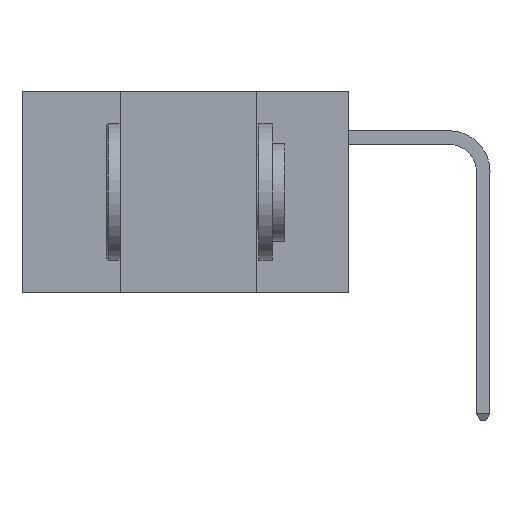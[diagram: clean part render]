
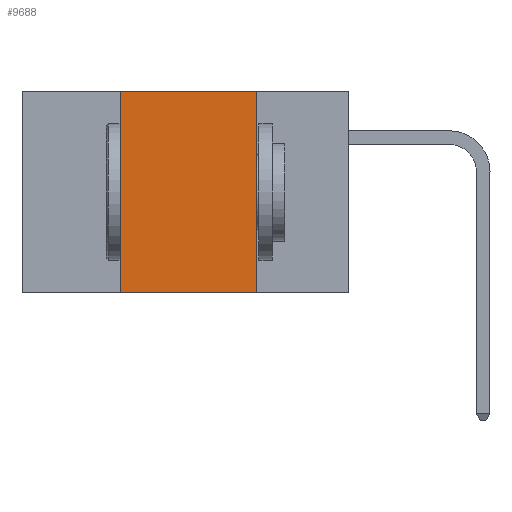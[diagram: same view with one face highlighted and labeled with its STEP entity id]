
A CAD part, left-side view. The second image highlights one B-rep face of the part: STEP entity #9688.
In plain terms, the highlighted planar face has unit normal (-1, 0, 0).
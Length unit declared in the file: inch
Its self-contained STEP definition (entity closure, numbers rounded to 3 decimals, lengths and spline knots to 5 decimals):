
#2625 = EDGE_CURVE ( 'NONE', #15187, #10924, #5759, .T. ) ;
#3612 = LINE ( 'NONE', #14524, #15548 ) ;
#3633 = DIRECTION ( 'NONE',  ( 0., -1., 0. ) ) ;
#3812 = AXIS2_PLACEMENT_3D ( 'NONE', #9789, #5144, #16006 ) ;
#4658 = VECTOR ( 'NONE', #5063, 39.37008 ) ;
#4819 = DIRECTION ( 'NONE',  ( 0., 0., -1. ) ) ;
#5063 = DIRECTION ( 'NONE',  ( 0., 0., 1. ) ) ;
#5144 = DIRECTION ( 'NONE',  ( 1., 0., 0. ) ) ;
#5759 = LINE ( 'NONE', #6938, #6260 ) ;
#5881 = VECTOR ( 'NONE', #4819, 39.37008 ) ;
#6260 = VECTOR ( 'NONE', #19254, 39.37008 ) ;
#6921 = ORIENTED_EDGE ( 'NONE', *, *, #2625, .T. ) ;
#6938 = CARTESIAN_POINT ( 'NONE',  ( 0., 0.6, -0.37 ) ) ;
#7680 = ORIENTED_EDGE ( 'NONE', *, *, #18321, .F. ) ;
#8396 = CARTESIAN_POINT ( 'NONE',  ( 0., 0.42, -0.37 ) ) ;
#9303 = LINE ( 'NONE', #9653, #4658 ) ;
#9324 = FACE_OUTER_BOUND ( 'NONE', #16861, .T. ) ;
#9653 = CARTESIAN_POINT ( 'NONE',  ( 0., 0.42, 0. ) ) ;
#9688 = ADVANCED_FACE ( 'NONE', ( #9324 ), #14444, .F. ) ;
#9789 = CARTESIAN_POINT ( 'NONE',  ( 0., 0.6, 0. ) ) ;
#10012 = CARTESIAN_POINT ( 'NONE',  ( 0., 0.17, -0.37 ) ) ;
#10714 = EDGE_CURVE ( 'NONE', #19739, #10924, #17728, .T. ) ;
#10924 = VERTEX_POINT ( 'NONE', #10012 ) ;
#12477 = CARTESIAN_POINT ( 'NONE',  ( 0., 0.42, 0. ) ) ;
#14017 = CARTESIAN_POINT ( 'NONE',  ( 0., 0.17, 0. ) ) ;
#14444 = PLANE ( 'NONE',  #3812 ) ;
#14524 = CARTESIAN_POINT ( 'NONE',  ( 0., 0.6, 0. ) ) ;
#14930 = VERTEX_POINT ( 'NONE', #12477 ) ;
#15187 = VERTEX_POINT ( 'NONE', #8396 ) ;
#15548 = VECTOR ( 'NONE', #3633, 39.37008 ) ;
#16006 = DIRECTION ( 'NONE',  ( 0., 0., -1. ) ) ;
#16861 = EDGE_LOOP ( 'NONE', ( #17563, #7680, #17783, #6921 ) ) ;
#16985 = EDGE_CURVE ( 'NONE', #15187, #14930, #9303, .T. ) ;
#17563 = ORIENTED_EDGE ( 'NONE', *, *, #10714, .F. ) ;
#17728 = LINE ( 'NONE', #14017, #5881 ) ;
#17783 = ORIENTED_EDGE ( 'NONE', *, *, #16985, .F. ) ;
#18321 = EDGE_CURVE ( 'NONE', #14930, #19739, #3612, .T. ) ;
#19254 = DIRECTION ( 'NONE',  ( 0., -1., 0. ) ) ;
#19579 = CARTESIAN_POINT ( 'NONE',  ( 0., 0.17, 0. ) ) ;
#19739 = VERTEX_POINT ( 'NONE', #19579 ) ;
